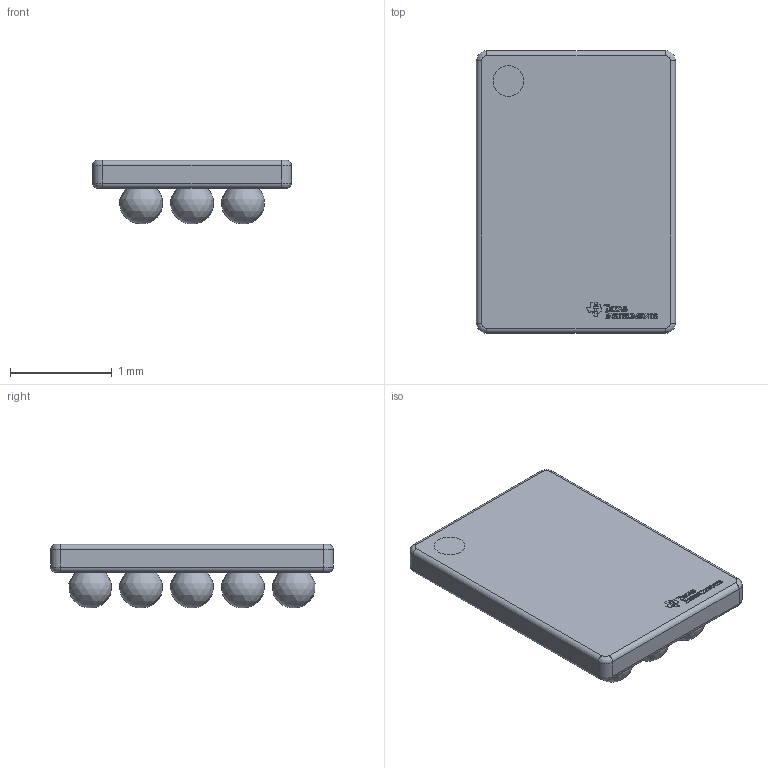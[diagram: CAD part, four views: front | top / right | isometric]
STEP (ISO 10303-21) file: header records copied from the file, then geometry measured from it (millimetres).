
FILE_DESCRIPTION(/* description */ (''),/* implementation_level */ '2;1');
FILE_NAME(/* name */ '15-DSBGA.stp',/* time_stamp */ '2021-01-25T16:29:29-04:00',/* author */ ('Julio Mora'),/* organization */ (''),/* preprocessor_version */ 'ST-DEVELOPER v18.1',/* originating_system */ 'Autodesk Inventor 2021',/* authorisation */ '');
FILE_SCHEMA (('AUTOMOTIVE_DESIGN { 1 0 10303 214 3 1 1 }'));
Length unit declared in the file: inch
Products named in the file (6): 15-DSBGA; Body; Balls; Pin 1; TI logo; Texas
Assembly tree (5 placements, depth 2):
  15-DSBGA
    Body
    Balls
    Pin 1
    TI logo
    Texas
Bounding box: 1.96 x 2.78 x 0.63 mm (x, y, z)
Volume: 2 mm3; surface area: 21.4 mm2
Topology: 35 solids, 35 shells, 472 faces, 1236 edges, 820 vertices
Faces by surface type: plane 272, bspline 180, cylinder 20
Full cylindrical faces by diameter (mm): 0.3 x2
Entity records: 16690 total; most frequent: CARTESIAN_POINT 5407, ORIENTED_EDGE 2442, DIRECTION 1675, EDGE_CURVE 1221, LINE 825, VECTOR 825, VERTEX_POINT 820, STYLED_ITEM 507
